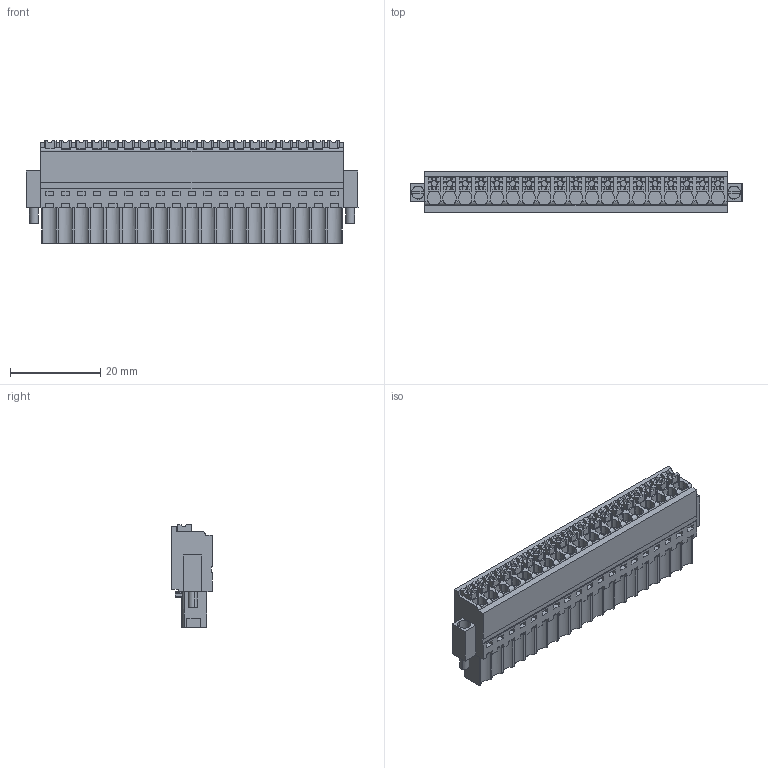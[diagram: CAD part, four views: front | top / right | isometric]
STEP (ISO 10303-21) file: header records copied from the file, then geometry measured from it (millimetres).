
FILE_DESCRIPTION(('CATIA V5 STEP','CAx-IF Rec.Pracs.--- Model Styling and Organization---1.4--- 2014-01-23'),'2;1');
FILE_NAME ('1532688-2_0', '2024-05-03T10:04:51+00:00', ('none'), ('Weidmueller'), 'CATIA Version 5-6 Release 2016 SP3 HF44', 'CATIA V5 STEP AP214', 'none');
FILE_SCHEMA(('AUTOMOTIVE_DESIGN { 1 0 10303 214 1 1 1 1 }'));
Products named in the file (1): 2926500000
Bounding box: 73.5 x 9 x 22.7 mm (x, y, z)
Volume: 9923.1 mm3; surface area: 8075 mm2
Topology: 22 solids, 22 shells, 1814 faces, 5410 edges, 3684 vertices
Faces by surface type: plane 1641, cylinder 173
Entity records: 56663 total; most frequent: CARTESIAN_POINT 11865, ORIENTED_EDGE 10820, DIRECTION 6874, EDGE_CURVE 5410, VECTOR 4524, LINE 4524, VERTEX_POINT 3684, EDGE_LOOP 1900
